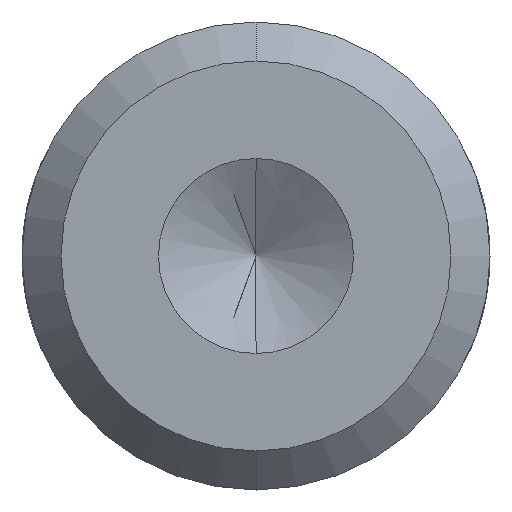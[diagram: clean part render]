
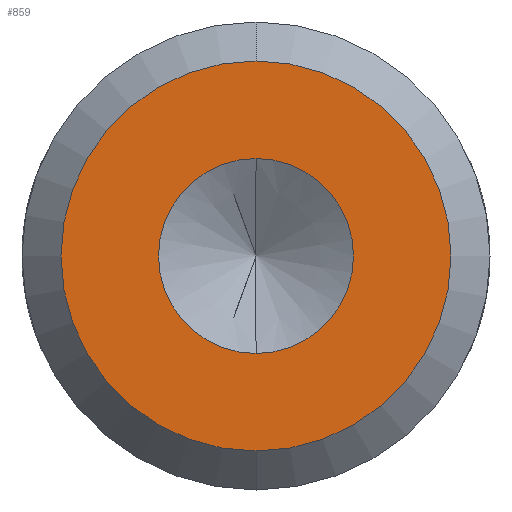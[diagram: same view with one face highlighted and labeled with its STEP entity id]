
A CAD part, front view. The second image highlights one B-rep face of the part: STEP entity #859.
In plain terms, the highlighted planar face has unit normal (0, -1, 0).
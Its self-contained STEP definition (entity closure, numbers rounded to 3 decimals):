
#3 = VERTEX_POINT ( 'NONE', #791 ) ;
#8 = DIRECTION ( 'NONE',  ( 0., 0., -1. ) ) ;
#98 = CARTESIAN_POINT ( 'NONE',  ( 0., 0., 5. ) ) ;
#142 = EDGE_CURVE ( 'NONE', #827, #916, #587, .T. ) ;
#174 = FACE_BOUND ( 'NONE', #570, .T. ) ;
#206 = AXIS2_PLACEMENT_3D ( 'NONE', #790, #488, #331 ) ;
#241 = EDGE_CURVE ( 'NONE', #758, #3, #789, .T. ) ;
#301 = ORIENTED_EDGE ( 'NONE', *, *, #748, .F. ) ;
#315 = CARTESIAN_POINT ( 'NONE',  ( 0., 0., 0. ) ) ;
#331 = DIRECTION ( 'NONE',  ( 0., 0., 1. ) ) ;
#335 = CARTESIAN_POINT ( 'NONE',  ( 0., 0., 2.5 ) ) ;
#379 = ORIENTED_EDGE ( 'NONE', *, *, #241, .T. ) ;
#407 = AXIS2_PLACEMENT_3D ( 'NONE', #675, #757, #833 ) ;
#455 = CARTESIAN_POINT ( 'NONE',  ( 0., 0., 0. ) ) ;
#488 = DIRECTION ( 'NONE',  ( 0., 1., 0. ) ) ;
#489 = AXIS2_PLACEMENT_3D ( 'NONE', #657, #651, #8 ) ;
#534 = DIRECTION ( 'NONE',  ( 0., 0., -1. ) ) ;
#563 = DIRECTION ( 'NONE',  ( 0., -1., 0. ) ) ;
#570 = EDGE_LOOP ( 'NONE', ( #679, #301 ) ) ;
#574 = CIRCLE ( 'NONE', #407, 2.5 ) ;
#587 = CIRCLE ( 'NONE', #489, 2.5 ) ;
#651 = DIRECTION ( 'NONE',  ( 0., -1., 0. ) ) ;
#657 = CARTESIAN_POINT ( 'NONE',  ( 0., 0., 0. ) ) ;
#673 = FACE_OUTER_BOUND ( 'NONE', #696, .T. ) ;
#675 = CARTESIAN_POINT ( 'NONE',  ( 0., 0., 0. ) ) ;
#679 = ORIENTED_EDGE ( 'NONE', *, *, #142, .F. ) ;
#683 = ORIENTED_EDGE ( 'NONE', *, *, #835, .T. ) ;
#694 = AXIS2_PLACEMENT_3D ( 'NONE', #455, #904, #534 ) ;
#696 = EDGE_LOOP ( 'NONE', ( #379, #683 ) ) ;
#706 = CARTESIAN_POINT ( 'NONE',  ( 0., 0., -2.5 ) ) ;
#748 = EDGE_CURVE ( 'NONE', #916, #827, #574, .T. ) ;
#757 = DIRECTION ( 'NONE',  ( 0., -1., 0. ) ) ;
#758 = VERTEX_POINT ( 'NONE', #98 ) ;
#789 = CIRCLE ( 'NONE', #694, 5. ) ;
#790 = CARTESIAN_POINT ( 'NONE',  ( 0., 0., 0. ) ) ;
#791 = CARTESIAN_POINT ( 'NONE',  ( 0., 0., -5. ) ) ;
#827 = VERTEX_POINT ( 'NONE', #706 ) ;
#833 = DIRECTION ( 'NONE',  ( 0., 0., -1. ) ) ;
#835 = EDGE_CURVE ( 'NONE', #3, #758, #1001, .T. ) ;
#859 = ADVANCED_FACE ( 'NONE', ( #174, #673 ), #921, .F. ) ;
#865 = DIRECTION ( 'NONE',  ( 0., 0., -1. ) ) ;
#904 = DIRECTION ( 'NONE',  ( 0., -1., 0. ) ) ;
#916 = VERTEX_POINT ( 'NONE', #335 ) ;
#919 = AXIS2_PLACEMENT_3D ( 'NONE', #315, #563, #865 ) ;
#921 = PLANE ( 'NONE',  #206 ) ;
#1001 = CIRCLE ( 'NONE', #919, 5. ) ;
